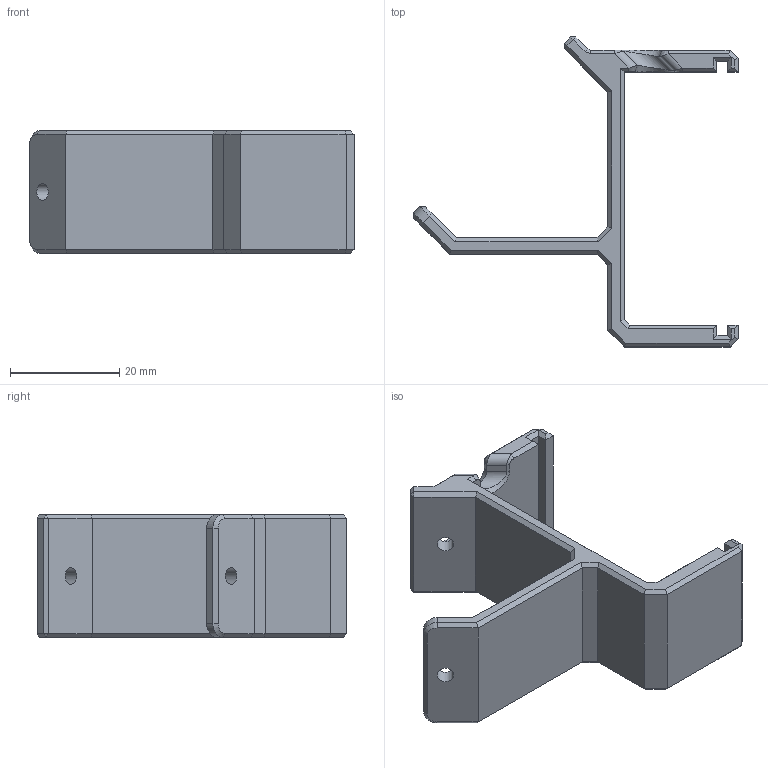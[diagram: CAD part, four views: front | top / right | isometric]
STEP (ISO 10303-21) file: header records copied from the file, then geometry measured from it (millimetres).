
FILE_DESCRIPTION(/* description */ ('STEP AP214'),/* implementation_level */ '2;1');
FILE_NAME(/* name */ '5fd2fab90c8acb0ea5ac8052',/* time_stamp */ '2020-12-11T04:51:06+00:00',/* author */ (''),/* organization */ (''),/* preprocessor_version */ 'ST-DEVELOPER v18.1',/* originating_system */ ' ',/* authorisation */ ' ');
FILE_SCHEMA (('AUTOMOTIVE_DESIGN {1 0 10303 214 3 1 1}'));
Length unit declared in the file: metre
Products named in the file (1): EscornaCPU_1.2-Bracket
Bounding box: 59.48 x 56.8 x 22.5 mm (x, y, z)
Volume: 10218.5 mm3; surface area: 7215.2 mm2
Topology: 1 solids, 1 shells, 132 faces, 303 edges, 173 vertices
Faces by surface type: plane 114, cylinder 8, bspline 6, cone 4
Full cylindrical faces by diameter (mm): 3 x2
Entity records: 3732 total; most frequent: CARTESIAN_POINT 841, ORIENTED_EDGE 600, DIRECTION 544, EDGE_CURVE 300, LINE 258, VECTOR 258, VERTEX_POINT 172, AXIS2_PLACEMENT_3D 143
